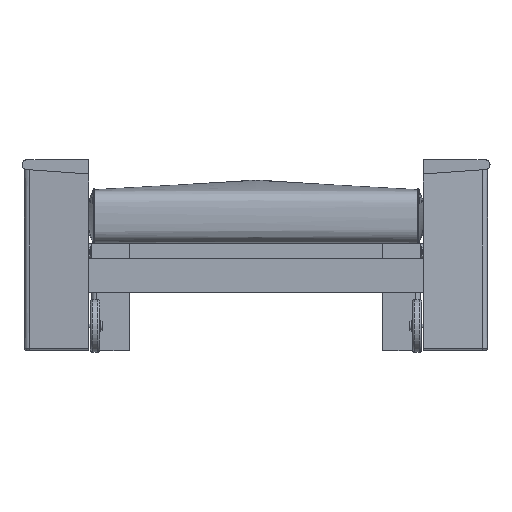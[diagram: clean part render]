
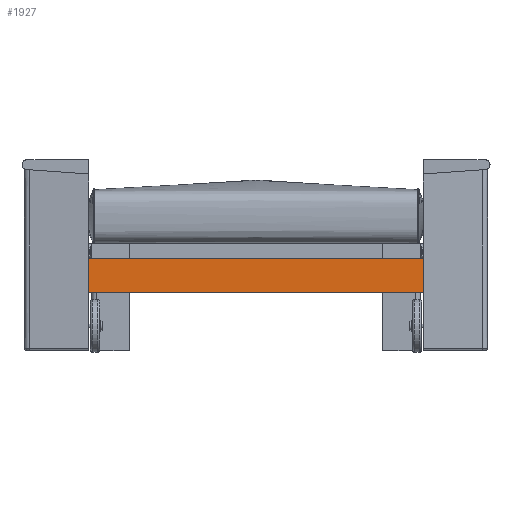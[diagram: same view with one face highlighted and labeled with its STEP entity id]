
A CAD part, left-side view. The second image highlights one B-rep face of the part: STEP entity #1927.
In plain terms, the highlighted face is planar.
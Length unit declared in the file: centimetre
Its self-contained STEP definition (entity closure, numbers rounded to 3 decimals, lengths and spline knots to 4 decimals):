
#592=B_SPLINE_CURVE_WITH_KNOTS('',1,(#26263,#26264),.UNSPECIFIED.,.F.,.F.,
(2,2),(-169.9,-99.9),.UNSPECIFIED.);
#595=B_SPLINE_CURVE_WITH_KNOTS('',1,(#26269,#26270),.UNSPECIFIED.,.F.,.F.,
(2,2),(32.5429,621.796),.UNSPECIFIED.);
#597=B_SPLINE_CURVE_WITH_KNOTS('',1,(#26273,#26274),.UNSPECIFIED.,.F.,.F.,
(2,2),(32.5429,621.796),.UNSPECIFIED.);
#601=B_SPLINE_CURVE_WITH_KNOTS('',1,(#26281,#26282),.UNSPECIFIED.,.F.,.F.,
(2,2),(-169.9,-99.9),.UNSPECIFIED.);
#1927=ADVANCED_FACE('',(#2428),#7701,.T.);
#2428=FACE_OUTER_BOUND('',#2947,.T.);
#2947=EDGE_LOOP('',(#4704,#4705,#4706,#4707));
#4704=ORIENTED_EDGE('',*,*,#6048,.F.);
#4705=ORIENTED_EDGE('',*,*,#6045,.T.);
#4706=ORIENTED_EDGE('',*,*,#6050,.T.);
#4707=ORIENTED_EDGE('',*,*,#6054,.F.);
#6045=EDGE_CURVE('',#7248,#7249,#592,.T.);
#6048=EDGE_CURVE('',#7248,#7252,#595,.T.);
#6050=EDGE_CURVE('',#7249,#7254,#597,.T.);
#6054=EDGE_CURVE('',#7252,#7254,#601,.T.);
#7248=VERTEX_POINT('',#26254);
#7249=VERTEX_POINT('',#26255);
#7252=VERTEX_POINT('',#26258);
#7254=VERTEX_POINT('',#26260);
#7701=PLANE('',#8231);
#8231=AXIS2_PLACEMENT_3D('',#26250,#8674,$);
#8674=DIRECTION('',(0.,1.,0.));
#26250=CARTESIAN_POINT('',(-38.8659,174.6,-7.));
#26254=CARTESIAN_POINT('',(-35.,174.6,-7.));
#26255=CARTESIAN_POINT('',(-35.,174.6,0.));
#26258=CARTESIAN_POINT('',(35.,174.6,-7.));
#26260=CARTESIAN_POINT('',(35.,174.6,0.));
#26263=CARTESIAN_POINT('',(-35.,174.6,-7.));
#26264=CARTESIAN_POINT('',(-35.,174.6,0.));
#26269=CARTESIAN_POINT('',(-35.,174.6,-7.));
#26270=CARTESIAN_POINT('',(35.,174.6,-7.));
#26273=CARTESIAN_POINT('',(-35.,174.6,0.));
#26274=CARTESIAN_POINT('',(35.,174.6,0.));
#26281=CARTESIAN_POINT('',(35.,174.6,-7.));
#26282=CARTESIAN_POINT('',(35.,174.6,0.));
